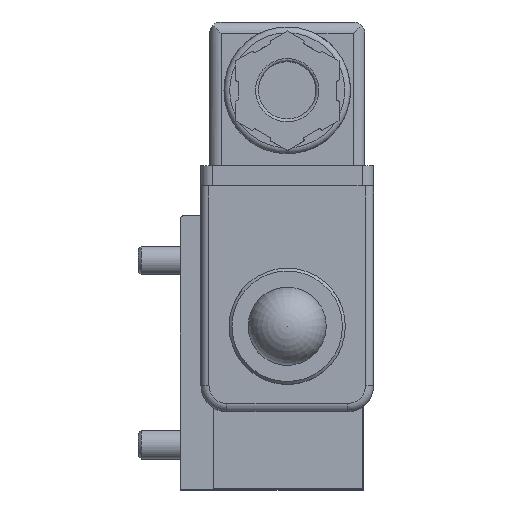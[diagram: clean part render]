
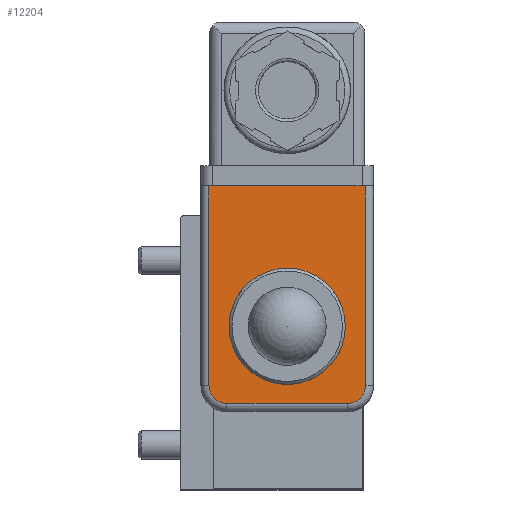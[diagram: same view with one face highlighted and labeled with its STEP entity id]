
A CAD part, top view. The second image highlights one B-rep face of the part: STEP entity #12204.
In plain terms, the highlighted face is planar.
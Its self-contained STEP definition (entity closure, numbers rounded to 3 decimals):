
#308=PLANE('',#12998);
#1024=LINE('',#17689,#1750);
#1028=LINE('',#17705,#1754);
#1029=LINE('',#17706,#1755);
#1030=LINE('',#17710,#1756);
#1750=VECTOR('',#14855,1000.);
#1754=VECTOR('',#14867,1000.);
#1755=VECTOR('',#14868,1000.);
#1756=VECTOR('',#14871,1000.);
#3213=ORIENTED_EDGE('',*,*,#5269,.T.);
#3214=ORIENTED_EDGE('',*,*,#5270,.T.);
#3215=ORIENTED_EDGE('',*,*,#5263,.F.);
#3216=ORIENTED_EDGE('',*,*,#5271,.F.);
#3217=ORIENTED_EDGE('',*,*,#5272,.F.);
#3218=ORIENTED_EDGE('',*,*,#5273,.T.);
#3219=ORIENTED_EDGE('',*,*,#5274,.F.);
#5263=EDGE_CURVE('',#6382,#6383,#1024,.T.);
#5269=EDGE_CURVE('',#6388,#6389,#7051,.T.);
#5270=EDGE_CURVE('',#6389,#6383,#1028,.T.);
#5271=EDGE_CURVE('',#6390,#6382,#1029,.T.);
#5272=EDGE_CURVE('',#6391,#6390,#7052,.T.);
#5273=EDGE_CURVE('',#6391,#6388,#1030,.T.);
#5274=EDGE_CURVE('',#6392,#6392,#7053,.T.);
#6382=VERTEX_POINT('',#17690);
#6383=VERTEX_POINT('',#17691);
#6388=VERTEX_POINT('',#17703);
#6389=VERTEX_POINT('',#17704);
#6390=VERTEX_POINT('',#17707);
#6391=VERTEX_POINT('',#17709);
#6392=VERTEX_POINT('',#17712);
#7051=CIRCLE('',#12999,3.1);
#7052=CIRCLE('',#13000,3.1);
#7053=CIRCLE('',#13001,8.);
#7627=EDGE_LOOP('',(#3213,#3214,#3215,#3216,#3217,#3218));
#7628=EDGE_LOOP('',(#3219));
#8414=FACE_BOUND('',#7627,.T.);
#8415=FACE_BOUND('',#7628,.T.);
#12204=ADVANCED_FACE('',(#8414,#8415),#308,.F.);
#12998=AXIS2_PLACEMENT_3D('',#17701,#14863,#14864);
#12999=AXIS2_PLACEMENT_3D('',#17702,#14865,#14866);
#13000=AXIS2_PLACEMENT_3D('',#17708,#14869,#14870);
#13001=AXIS2_PLACEMENT_3D('',#17711,#14872,#14873);
#14855=DIRECTION('',(-1.,0.,0.));
#14863=DIRECTION('',(0.,0.,1.));
#14864=DIRECTION('',(1.,0.,0.));
#14865=DIRECTION('',(0.,0.,-1.));
#14866=DIRECTION('',(-1.,0.,0.));
#14867=DIRECTION('',(0.,1.,0.));
#14868=DIRECTION('',(0.,1.,0.));
#14869=DIRECTION('',(0.,0.,1.));
#14870=DIRECTION('',(1.,0.,0.));
#14871=DIRECTION('',(-1.,0.,0.));
#14872=DIRECTION('',(0.,0.,-1.));
#14873=DIRECTION('',(-1.,0.,0.));
#17689=CARTESIAN_POINT('',(15.,39.2,-29.5));
#17690=CARTESIAN_POINT('',(13.6,39.2,-29.5));
#17691=CARTESIAN_POINT('',(-13.6,39.2,-29.5));
#17701=CARTESIAN_POINT('',(-10.5,4.5,-29.5));
#17702=CARTESIAN_POINT('',(-10.5,4.5,-29.5));
#17703=CARTESIAN_POINT('',(-10.5,1.4,-29.5));
#17704=CARTESIAN_POINT('',(-13.6,4.5,-29.5));
#17705=CARTESIAN_POINT('',(-13.6,4.5,-29.5));
#17706=CARTESIAN_POINT('',(13.6,4.5,-29.5));
#17707=CARTESIAN_POINT('',(13.6,4.5,-29.5));
#17708=CARTESIAN_POINT('',(10.5,4.5,-29.5));
#17709=CARTESIAN_POINT('',(10.5,1.4,-29.5));
#17710=CARTESIAN_POINT('',(10.5,1.4,-29.5));
#17711=CARTESIAN_POINT('',(0.,14.7,-29.5));
#17712=CARTESIAN_POINT('',(-8.,14.7,-29.5));
